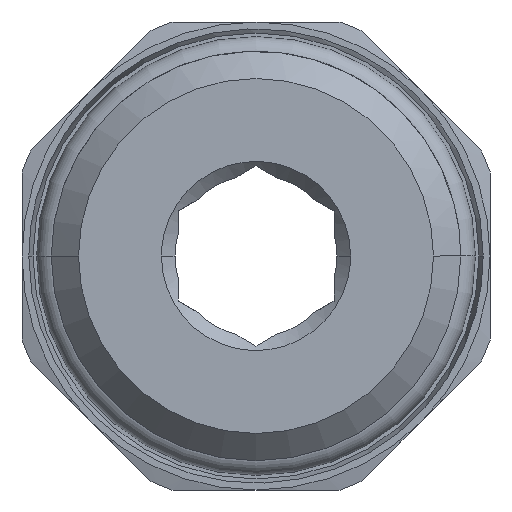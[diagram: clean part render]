
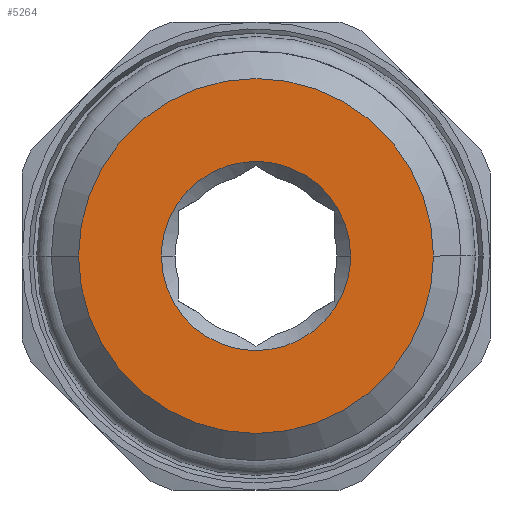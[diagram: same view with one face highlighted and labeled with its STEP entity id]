
A CAD part, front view. The second image highlights one B-rep face of the part: STEP entity #5264.
In plain terms, the highlighted planar face has unit normal (0, -1, 0).
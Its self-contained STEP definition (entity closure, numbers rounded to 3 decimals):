
#5113=CARTESIAN_POINT('Vertex',(9.1,0.,0.)) ;
#5116=CARTESIAN_POINT('Axis2P3D Location',(0.,0.,0.)) ;
#5120=CARTESIAN_POINT('Vertex',(-9.1,0.,0.)) ;
#5140=CARTESIAN_POINT('Axis2P3D Location',(0.,0.,0.)) ;
#5201=CARTESIAN_POINT('Axis2P3D Location',(0.,0.,0.)) ;
#5211=CARTESIAN_POINT('Control Point',(4.85,0.,0.)) ;
#5212=CARTESIAN_POINT('Control Point',(4.85,0.,0.539)) ;
#5213=CARTESIAN_POINT('Control Point',(4.775,0.,1.079)) ;
#5214=CARTESIAN_POINT('Control Point',(4.625,0.,1.604)) ;
#5215=CARTESIAN_POINT('Control Point',(4.183,0.,2.6)) ;
#5216=CARTESIAN_POINT('Control Point',(3.486,0.,3.437)) ;
#5217=CARTESIAN_POINT('Control Point',(3.081,0.,3.804)) ;
#5218=CARTESIAN_POINT('Control Point',(2.18,0.,4.416)) ;
#5219=CARTESIAN_POINT('Control Point',(1.146,0.,4.759)) ;
#5220=CARTESIAN_POINT('Control Point',(0.608,0.,4.857)) ;
#5221=CARTESIAN_POINT('Control Point',(-0.48,0.,4.902)) ;
#5222=CARTESIAN_POINT('Control Point',(-1.539,0.,4.647)) ;
#5223=CARTESIAN_POINT('Control Point',(-2.047,0.,4.447)) ;
#5224=CARTESIAN_POINT('Control Point',(-2.995,0.,3.91)) ;
#5225=CARTESIAN_POINT('Control Point',(-3.76,0.,3.134)) ;
#5226=CARTESIAN_POINT('Control Point',(-4.086,0.,2.696)) ;
#5227=CARTESIAN_POINT('Control Point',(-4.516,0.,1.907)) ;
#5228=CARTESIAN_POINT('Control Point',(-4.755,0.,1.047)) ;
#5229=CARTESIAN_POINT('Control Point',(-4.818,0.,0.7)) ;
#5230=CARTESIAN_POINT('Control Point',(-4.85,0.,0.35)) ;
#5231=CARTESIAN_POINT('Control Point',(-4.85,0.,0.)) ;
#5232=CARTESIAN_POINT('Vertex',(4.85,0.,0.)) ;
#5234=CARTESIAN_POINT('Vertex',(-4.85,0.,0.)) ;
#5238=CARTESIAN_POINT('Control Point',(-4.85,0.,0.)) ;
#5239=CARTESIAN_POINT('Control Point',(-4.85,0.,-0.539)) ;
#5240=CARTESIAN_POINT('Control Point',(-4.775,0.,-1.079)) ;
#5241=CARTESIAN_POINT('Control Point',(-4.625,0.,-1.604)) ;
#5242=CARTESIAN_POINT('Control Point',(-4.183,0.,-2.6)) ;
#5243=CARTESIAN_POINT('Control Point',(-3.486,0.,-3.437)) ;
#5244=CARTESIAN_POINT('Control Point',(-3.081,0.,-3.804)) ;
#5245=CARTESIAN_POINT('Control Point',(-2.18,0.,-4.416)) ;
#5246=CARTESIAN_POINT('Control Point',(-1.146,0.,-4.759)) ;
#5247=CARTESIAN_POINT('Control Point',(-0.608,0.,-4.857)) ;
#5248=CARTESIAN_POINT('Control Point',(0.48,0.,-4.902)) ;
#5249=CARTESIAN_POINT('Control Point',(1.539,0.,-4.647)) ;
#5250=CARTESIAN_POINT('Control Point',(2.047,0.,-4.447)) ;
#5251=CARTESIAN_POINT('Control Point',(2.995,0.,-3.91)) ;
#5252=CARTESIAN_POINT('Control Point',(3.76,0.,-3.134)) ;
#5253=CARTESIAN_POINT('Control Point',(4.086,0.,-2.696)) ;
#5254=CARTESIAN_POINT('Control Point',(4.516,0.,-1.907)) ;
#5255=CARTESIAN_POINT('Control Point',(4.755,0.,-1.047)) ;
#5256=CARTESIAN_POINT('Control Point',(4.818,0.,-0.7)) ;
#5257=CARTESIAN_POINT('Control Point',(4.85,0.,-0.35)) ;
#5258=CARTESIAN_POINT('Control Point',(4.85,0.,0.)) ;
#5117=DIRECTION('Axis2P3D Direction',(-0.,1.,0.)) ;
#5141=DIRECTION('Axis2P3D Direction',(-0.,1.,0.)) ;
#5202=DIRECTION('Axis2P3D Direction',(-0.,1.,0.)) ;
#5203=DIRECTION('Axis2P3D XDirection',(1.,0.,0.)) ;
#5118=AXIS2_PLACEMENT_3D('Circle Axis2P3D',#5116,#5117,$) ;
#5142=AXIS2_PLACEMENT_3D('Circle Axis2P3D',#5140,#5141,$) ;
#5204=AXIS2_PLACEMENT_3D('Plane Axis2P3D',#5201,#5202,#5203) ;
#5207=ORIENTED_EDGE('',*,*,#5144,.F.) ;
#5208=ORIENTED_EDGE('',*,*,#5122,.T.) ;
#5261=ORIENTED_EDGE('',*,*,#5236,.F.) ;
#5262=ORIENTED_EDGE('',*,*,#5259,.F.) ;
#5263=FACE_BOUND('',#5260,.T.) ;
#5264=ADVANCED_FACE('PN511B-10G12',(#5209,#5263),#5205,.F.) ;
#5210=B_SPLINE_CURVE_WITH_KNOTS('',5,(#5211,#5212,#5213,#5214,#5215,#5216,#5217,#5218,#5219,#5220,#5221,#5222,#5223,#5224,#5225,#5226,#5227,#5228,#5229,#5230,#5231),.UNSPECIFIED.,.F.,.U.,(6,3,3,3,3,3,6),(0.,3.814,7.629,11.443,15.258,19.072,21.548),.UNSPECIFIED.) ;
#5237=B_SPLINE_CURVE_WITH_KNOTS('',5,(#5238,#5239,#5240,#5241,#5242,#5243,#5244,#5245,#5246,#5247,#5248,#5249,#5250,#5251,#5252,#5253,#5254,#5255,#5256,#5257,#5258),.UNSPECIFIED.,.F.,.U.,(6,3,3,3,3,3,6),(0.,3.814,7.629,11.443,15.258,19.072,21.548),.UNSPECIFIED.) ;
#5119=CIRCLE('generated circle',#5118,9.1) ;
#5143=CIRCLE('generated circle',#5142,9.1) ;
#5122=EDGE_CURVE('',#5121,#5114,#5119,.F.) ;
#5144=EDGE_CURVE('',#5121,#5114,#5143,.T.) ;
#5236=EDGE_CURVE('',#5233,#5235,#5210,.T.) ;
#5259=EDGE_CURVE('',#5235,#5233,#5237,.T.) ;
#5206=EDGE_LOOP('',(#5207,#5208)) ;
#5260=EDGE_LOOP('',(#5261,#5262)) ;
#5209=FACE_OUTER_BOUND('',#5206,.T.) ;
#5205=PLANE('',#5204) ;
#5114=VERTEX_POINT('',#5113) ;
#5121=VERTEX_POINT('',#5120) ;
#5233=VERTEX_POINT('',#5232) ;
#5235=VERTEX_POINT('',#5234) ;
